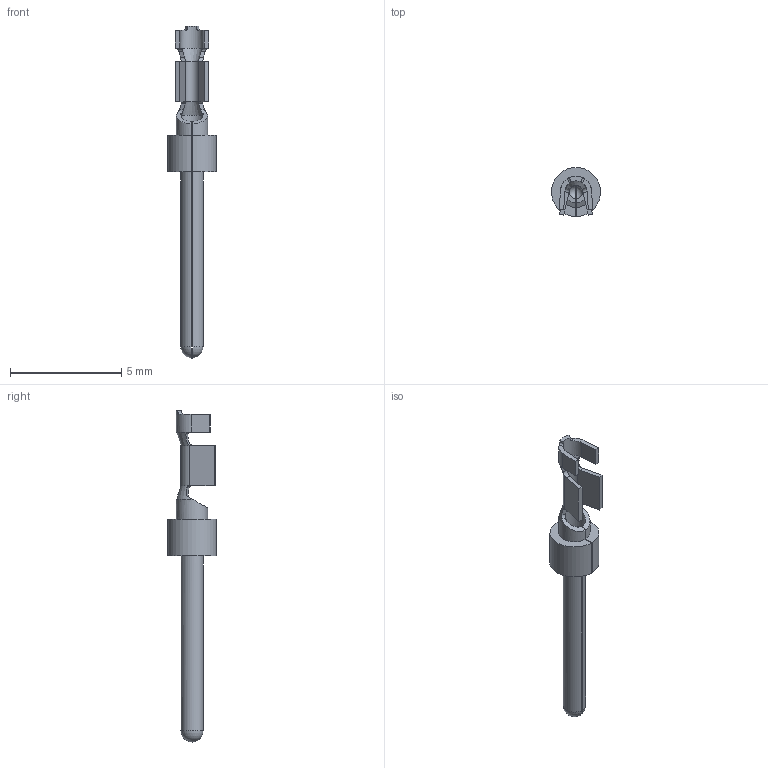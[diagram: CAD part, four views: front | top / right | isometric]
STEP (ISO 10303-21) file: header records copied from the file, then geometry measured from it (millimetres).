
FILE_DESCRIPTION(('Creo Elements/Direct Modeling STEP Export'),'2;1');
FILE_NAME('0ln7uvk51l8ejuu2308','2020-03-10T16:58:31',(''),(''),'Creo Elements/Direct Modeling STEP processor for AP214 (Solid Model)','Creo Elements/Direct Modeling 20.1B 02-Apr-2019 (C) Parametric Technology GmbH','');
FILE_SCHEMA(('AUTOMOTIVE_DESIGN { 1 0 10303 214 1 1 1 1 }'));
Length unit declared in the file: millimetre
Products named in the file (1): SPINOTTO_5A_24-28
Bounding box: 2.2 x 2.2 x 14.9 mm (x, y, z)
Volume: 12.5 mm3; surface area: 98.2 mm2
Topology: 1 solids, 1 shells, 62 faces, 170 edges, 110 vertices
Faces by surface type: plane 35, cylinder 19, sphere 4, cone 4
Entity records: 2810 total; most frequent: CARTESIAN_POINT 1199, ORIENTED_EDGE 340, DIRECTION 318, EDGE_CURVE 170, AXIS2_PLACEMENT_3D 113, VERTEX_POINT 110, VECTOR 92, LINE 92
